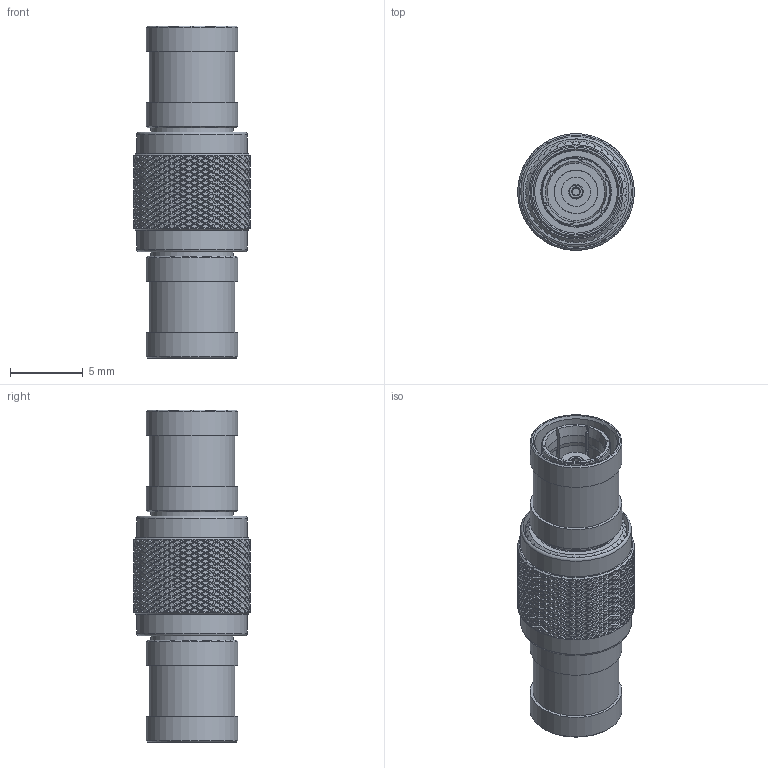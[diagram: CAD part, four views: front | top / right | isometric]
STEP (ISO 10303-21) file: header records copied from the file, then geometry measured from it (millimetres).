
FILE_DESCRIPTION(/* description */ ('Unknown'),/* implementation_level */ '2;1');
FILE_NAME(/* name */ '64416216211000',/* time_stamp */ '2020-02-12T17:48:26+01:00',/* author */ ('Unknown'),/* organization */ ('Unknown'),/* preprocessor_version */ 'ST-DEVELOPER v16.7',/* originating_system */ 'DEX',/* authorisation */ $);
FILE_SCHEMA (('AUTOMOTIVE_DESIGN {1 0 10303 214 3 1 1}'));
Products named in the file (1): 64416216211000
Bounding box: 8 x 8 x 22.8 mm (x, y, z)
Volume: 570.1 mm3; surface area: 1887.5 mm2
Topology: 6 solids, 6 shells, 5346 faces, 11431 edges, 6124 vertices
Faces by surface type: bspline 3456, cylinder 1191, plane 555, cone 138, torus 6
Full cylindrical faces by diameter (mm): 0.95 x2, 1 x2, 2 x2, 2.97 x2, 3 x2, 4 x1, 4.05 x2, 4.4 x2, 4.5 x3, 4.639 x4, 4.8 x3, 5.68 x2, 5.688 x2, 5.901 x2, 6.3 x4, 7.28 x2, 7.6 x2
Entity records: 250610 total; most frequent: CARTESIAN_POINT 138033, ORIENTED_EDGE 22684, EDGE_CURVE 11342, DIRECTION 6886, VERTEX_POINT 6098, EDGE_LOOP 5442, FACE_BOUND 5442, ADVANCED_FACE 5344
